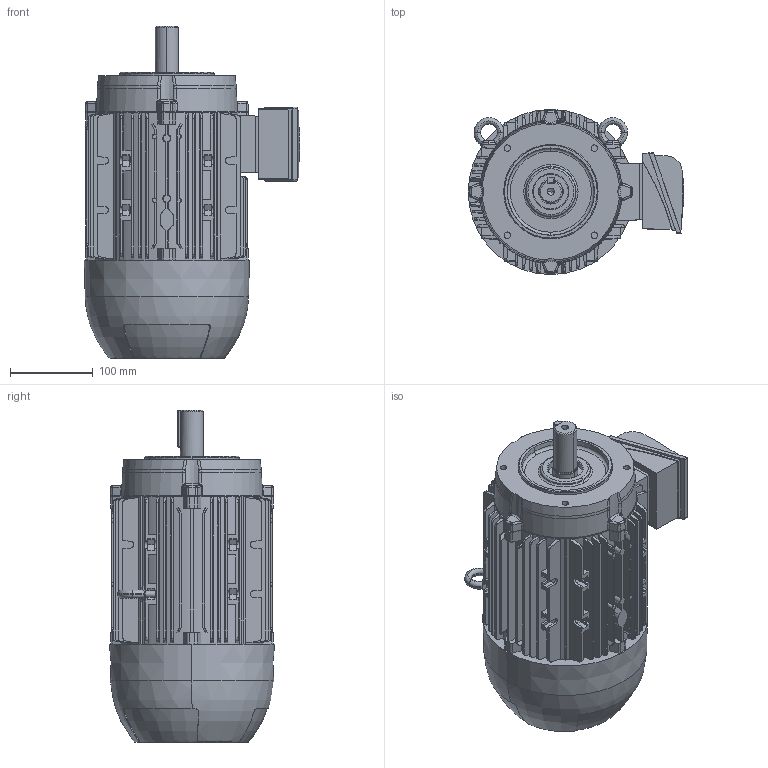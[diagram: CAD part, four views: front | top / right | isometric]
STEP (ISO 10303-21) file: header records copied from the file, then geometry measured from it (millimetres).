
FILE_DESCRIPTION (( 'STEP AP203' ), '1' );
FILE_NAME ('B3E.STEP', '2022-06-10T13:36:08', ( '' ), ( '' ), 'SwSTEP 2.0', 'SolidWorks 2020', '' );
FILE_SCHEMA (( 'CONFIG_CONTROL_DESIGN' ));
Length unit declared in the file: millimetre
Products named in the file (9): 500014967_L; 00395_10.5007.074; 105032001_10.5032.019- 8 x 7 x 45; 00411_50.5203.029; 105035135_50.5007.681 - FC-149; 00404_50.5307.044; B3E; 105012066; 00396
Assembly tree (9 placements, depth 2):
  B3E
    00411_50.5203.029
    105032001_10.5032.019- 8 x 7 x 45
    105035135_50.5007.681 - FC-149
    500014967_L
    105012066  x2
    00404_50.5307.044
    00395_10.5007.074
    00396
Bounding box: 260.94 x 200.04 x 402 mm (x, y, z)
Volume: 9292128.1 mm3; surface area: 604842.2 mm2
Topology: 9 solids, 9 shells, 1397 faces, 3769 edges, 2445 vertices
Faces by surface type: plane 786, cylinder 405, bspline 72, cone 65, torus 61, sphere 8
Entity records: 45821 total; most frequent: CARTESIAN_POINT 11684, ORIENTED_EDGE 7350, DIRECTION 6534, EDGE_CURVE 3675, VERTEX_POINT 2396, LINE 2218, VECTOR 2218, AXIS2_PLACEMENT_3D 2158
